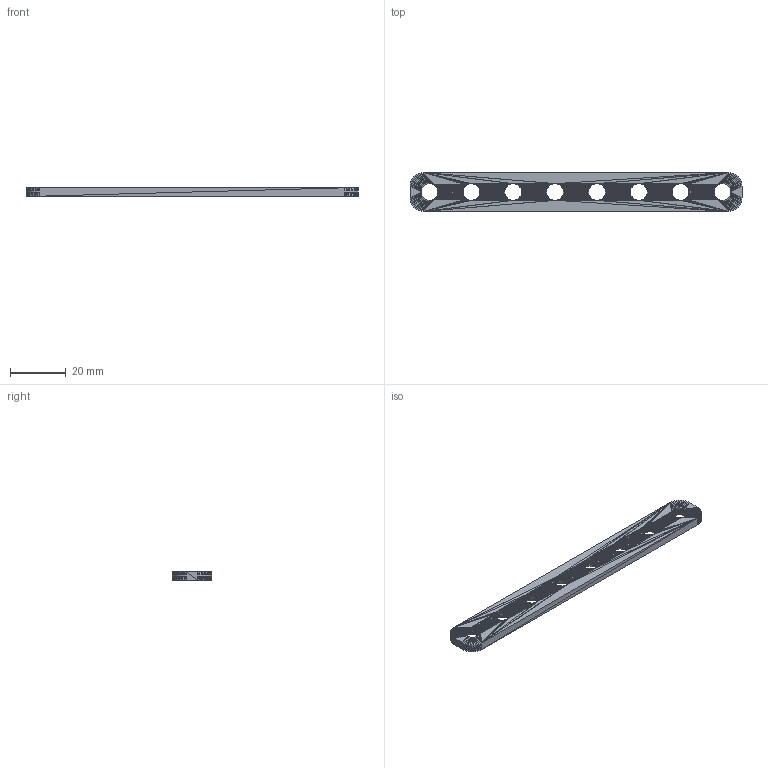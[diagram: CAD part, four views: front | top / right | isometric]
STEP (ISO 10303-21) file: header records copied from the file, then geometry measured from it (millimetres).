
FILE_DESCRIPTION(('FreeCAD Model'),'2;1');
FILE_NAME('Open CASCADE Shape Model','2023-03-15T23:44:22',('FreeCAD'),( 'FreeCAD'),'Open CASCADE STEP processor 7.6','FreeCAD','Unknown');
FILE_SCHEMA(('AUTOMOTIVE_DESIGN { 1 0 10303 214 1 1 1 1 }'));
Products named in the file (1): Open CASCADE STEP translator 7.6 1
Bounding box: 119 x 13.98 x 3 mm (x, y, z)
Volume: 4249.7 mm3; surface area: 4057.4 mm2
Topology: 1 solids, 1 shells, 1836 faces, 2754 edges, 904 vertices
Faces by surface type: plane 1836
Entity records: 71594 total; most frequent: DIRECTION 11936, CARTESIAN_POINT 11003, LINE 8262, VECTOR 8262, ORIENTED_EDGE 5508, PCURVE 5508, DEFINITIONAL_REPRESENTATION 5508, EDGE_CURVE 2754
